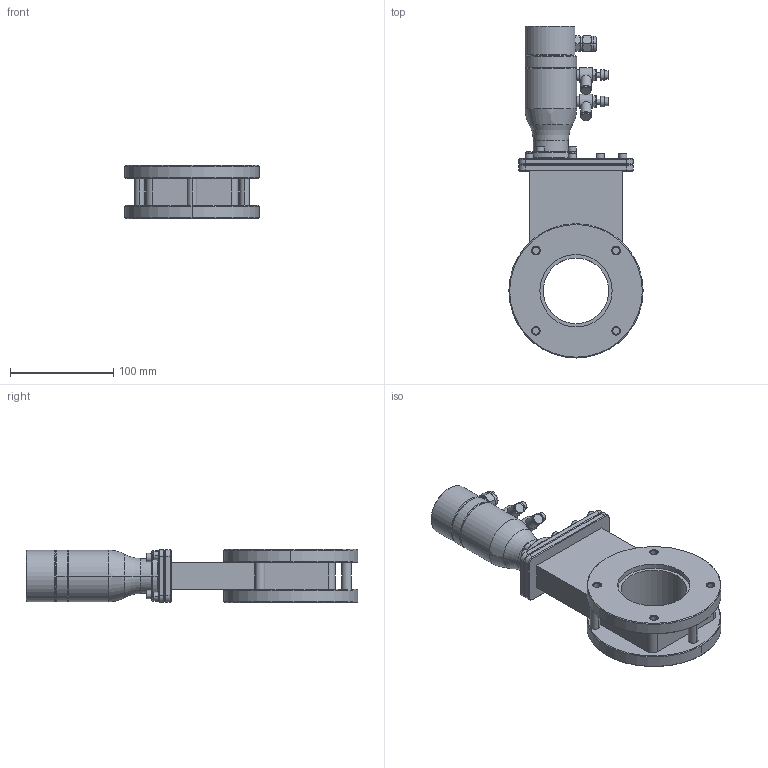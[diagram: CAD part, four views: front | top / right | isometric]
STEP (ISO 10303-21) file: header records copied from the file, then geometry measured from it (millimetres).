
FILE_DESCRIPTION((''),'2;1');
FILE_NAME('11210-0253R','2009-02-13T',('jd'),(''),'PRO/ENGINEER BY PARAMETRIC TECHNOLOGY CORPORATION, 2008400','PRO/ENGINEER BY PARAMETRIC TECHNOLOGY CORPORATION, 2008400','');
FILE_SCHEMA(('CONFIG_CONTROL_DESIGN'));
Length unit declared in the file: inch
Products named in the file (1): 11210-0253R
Bounding box: 130.05 x 321.59 x 51.44 mm (x, y, z)
Volume: 843289.5 mm3; surface area: 115423.4 mm2
Topology: 1 solids, 9 shells, 441 faces, 1003 edges, 620 vertices
Faces by surface type: plane 197, cylinder 122, cone 116, torus 4, bspline 2
Entity records: 12757 total; most frequent: CARTESIAN_POINT 2705, DIRECTION 2170, ORIENTED_EDGE 1974, EDGE_CURVE 1003, AXIS2_PLACEMENT_3D 839, VERTEX_POINT 620, EDGE_LOOP 505, VECTOR 492
